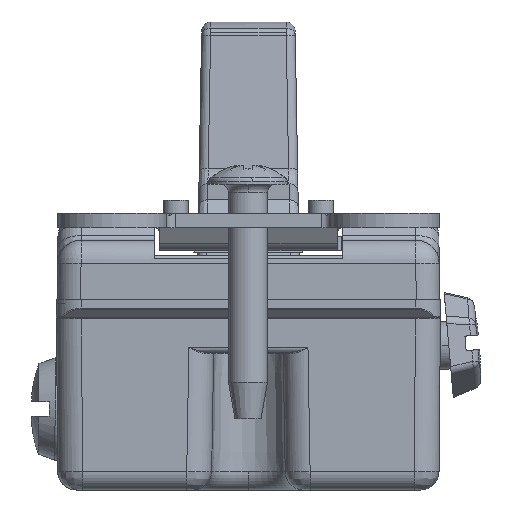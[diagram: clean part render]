
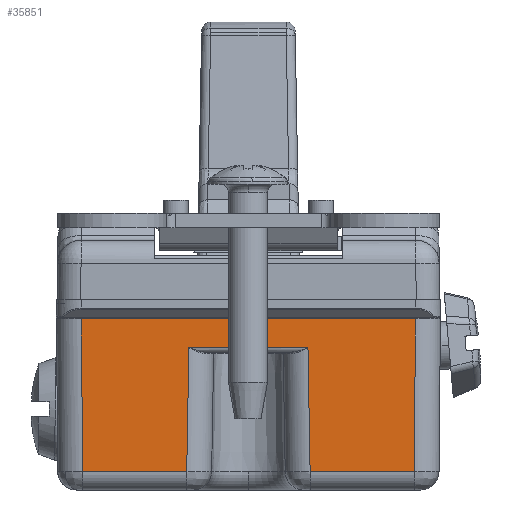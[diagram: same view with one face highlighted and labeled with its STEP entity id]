
A CAD part, left-side view. The second image highlights one B-rep face of the part: STEP entity #35851.
In plain terms, the highlighted planar face has unit normal (-1, 0, -0.009).
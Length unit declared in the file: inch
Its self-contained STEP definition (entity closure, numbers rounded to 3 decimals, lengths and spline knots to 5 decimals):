
#419 = CARTESIAN_POINT ( 'NONE',  ( -1.04287, -0.65984, 0.65344 ) ) ;
#948 = EDGE_CURVE ( 'NONE', #37244, #26432, #21043, .T. ) ;
#1243 = ORIENTED_EDGE ( 'NONE', *, *, #27935, .T. ) ;
#2564 = VECTOR ( 'NONE', #46856, 39.37008 ) ;
#3045 = EDGE_LOOP ( 'NONE', ( #53091, #3765, #22958, #9601, #34071, #14269, #1243, #48024 ) ) ;
#3765 = ORIENTED_EDGE ( 'NONE', *, *, #948, .T. ) ;
#4738 = EDGE_CURVE ( 'NONE', #9005, #49300, #27663, .T. ) ;
#6478 = EDGE_CURVE ( 'NONE', #26432, #9005, #44077, .T. ) ;
#7935 = VECTOR ( 'NONE', #40946, 39.37008 ) ;
#9005 = VERTEX_POINT ( 'NONE', #52942 ) ;
#9478 = VECTOR ( 'NONE', #29917, 39.37008 ) ;
#9601 = ORIENTED_EDGE ( 'NONE', *, *, #4738, .T. ) ;
#9617 = VECTOR ( 'NONE', #28828, 39.37008 ) ;
#9777 = CARTESIAN_POINT ( 'NONE',  ( -1.04229, -0.57374, 0.58608 ) ) ;
#10481 = VERTEX_POINT ( 'NONE', #16581 ) ;
#11582 = CARTESIAN_POINT ( 'NONE',  ( -1.03771, -0.65984, 0.06136 ) ) ;
#12364 = DIRECTION ( 'NONE',  ( 0., 1., 0. ) ) ;
#13708 = DIRECTION ( 'NONE',  ( -1., 0., -0.009 ) ) ;
#14078 = CARTESIAN_POINT ( 'NONE',  ( -1.0428, -0.2016, 0.64544 ) ) ;
#14269 = ORIENTED_EDGE ( 'NONE', *, *, #18250, .T. ) ;
#14960 = VECTOR ( 'NONE', #12364, 39.37008 ) ;
#16581 = CARTESIAN_POINT ( 'NONE',  ( -1.03771, -0.56916, 0.06136 ) ) ;
#16642 = LINE ( 'NONE', #47558, #9617 ) ;
#17254 = VERTEX_POINT ( 'NONE', #50155 ) ;
#18250 = EDGE_CURVE ( 'NONE', #17254, #32298, #16642, .T. ) ;
#21043 = LINE ( 'NONE', #51913, #14960 ) ;
#22958 = ORIENTED_EDGE ( 'NONE', *, *, #6478, .T. ) ;
#23485 = LINE ( 'NONE', #30995, #37807 ) ;
#23856 = CARTESIAN_POINT ( 'NONE',  ( -1.03771, 0.21199, 0.06136 ) ) ;
#23961 = VERTEX_POINT ( 'NONE', #26161 ) ;
#26161 = CARTESIAN_POINT ( 'NONE',  ( -1.03771, -0.2118, 0.06136 ) ) ;
#26432 = VERTEX_POINT ( 'NONE', #32009 ) ;
#26816 = LINE ( 'NONE', #14078, #50330 ) ;
#27663 = LINE ( 'NONE', #50150, #7935 ) ;
#27935 = EDGE_CURVE ( 'NONE', #32298, #23961, #26816, .T. ) ;
#28828 = DIRECTION ( 'NONE',  ( 0., -1., 0. ) ) ;
#29788 = CARTESIAN_POINT ( 'NONE',  ( -1.04142, -0.20436, 0.48732 ) ) ;
#29917 = DIRECTION ( 'NONE',  ( -0.009, -0.009, 1. ) ) ;
#30737 = EDGE_CURVE ( 'NONE', #23961, #10481, #38759, .T. ) ;
#30995 = CARTESIAN_POINT ( 'NONE',  ( -1.043, 0.2014, 0.66847 ) ) ;
#31368 = DIRECTION ( 'NONE',  ( -0.009, 0., 1. ) ) ;
#32009 = CARTESIAN_POINT ( 'NONE',  ( -1.04229, 0.57394, 0.58608 ) ) ;
#32043 = EDGE_CURVE ( 'NONE', #49300, #17254, #23485, .T. ) ;
#32298 = VERTEX_POINT ( 'NONE', #29788 ) ;
#34071 = ORIENTED_EDGE ( 'NONE', *, *, #32043, .T. ) ;
#35117 = LINE ( 'NONE', #44047, #9478 ) ;
#35723 = CARTESIAN_POINT ( 'NONE',  ( -1.04278, 0.57443, 0.64267 ) ) ;
#35851 = ADVANCED_FACE ( 'NONE', ( #48392 ), #40027, .T. ) ;
#35928 = VECTOR ( 'NONE', #49259, 39.37008 ) ;
#37244 = VERTEX_POINT ( 'NONE', #9777 ) ;
#37807 = VECTOR ( 'NONE', #53473, 39.37008 ) ;
#38759 = LINE ( 'NONE', #11582, #2564 ) ;
#40027 = PLANE ( 'NONE',  #51726 ) ;
#40946 = DIRECTION ( 'NONE',  ( 0., -1., 0. ) ) ;
#44047 = CARTESIAN_POINT ( 'NONE',  ( -1.04288, -0.57434, 0.65419 ) ) ;
#44077 = LINE ( 'NONE', #35723, #35928 ) ;
#44414 = DIRECTION ( 'NONE',  ( 0.009, -0.017, -1. ) ) ;
#46856 = DIRECTION ( 'NONE',  ( 0., -1., 0. ) ) ;
#47558 = CARTESIAN_POINT ( 'NONE',  ( -1.04142, -0.11911, 0.48732 ) ) ;
#48024 = ORIENTED_EDGE ( 'NONE', *, *, #30737, .T. ) ;
#48392 = FACE_OUTER_BOUND ( 'NONE', #3045, .T. ) ;
#49259 = DIRECTION ( 'NONE',  ( 0.009, -0.009, -1. ) ) ;
#49300 = VERTEX_POINT ( 'NONE', #23856 ) ;
#50150 = CARTESIAN_POINT ( 'NONE',  ( -1.03771, -0.65984, 0.06136 ) ) ;
#50155 = CARTESIAN_POINT ( 'NONE',  ( -1.04142, 0.20456, 0.48732 ) ) ;
#50330 = VECTOR ( 'NONE', #44414, 39.37008 ) ;
#50673 = EDGE_CURVE ( 'NONE', #10481, #37244, #35117, .T. ) ;
#51726 = AXIS2_PLACEMENT_3D ( 'NONE', #419, #13708, #31368 ) ;
#51913 = CARTESIAN_POINT ( 'NONE',  ( -1.04229, 0.57398, 0.58608 ) ) ;
#52942 = CARTESIAN_POINT ( 'NONE',  ( -1.03771, 0.56936, 0.06136 ) ) ;
#53091 = ORIENTED_EDGE ( 'NONE', *, *, #50673, .T. ) ;
#53473 = DIRECTION ( 'NONE',  ( -0.009, -0.017, 1. ) ) ;
